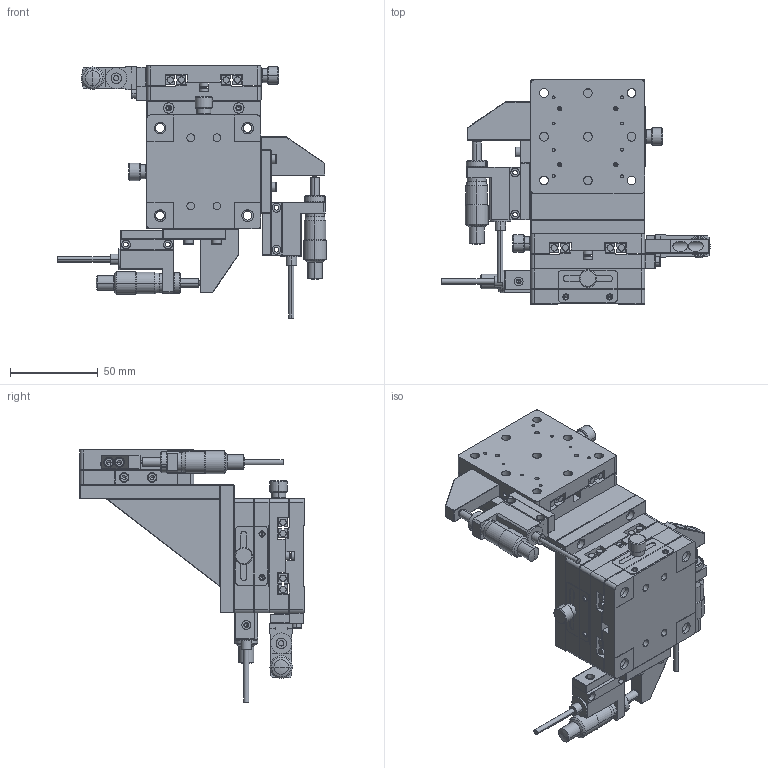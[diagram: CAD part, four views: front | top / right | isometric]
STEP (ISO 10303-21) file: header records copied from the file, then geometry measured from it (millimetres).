
FILE_DESCRIPTION (( 'STEP AP203' ), '1' );
FILE_NAME ('XYZ65P83.STEP', '2021-11-15T05:34:06', ( '' ), ( '' ), 'SwSTEP 2.0', 'SolidWorks 2016', '' );
FILE_SCHEMA (( 'CONFIG_CONTROL_DESIGN' ));
Length unit declared in the file: millimetre
Products named in the file (1): XYZ65P83
Bounding box: 153.5 x 128 x 144 mm (x, y, z)
Volume: 366563.7 mm3; surface area: 169154 mm2
Topology: 57 solids, 60 shells, 1879 faces, 4485 edges, 2769 vertices
Faces by surface type: plane 934, cylinder 723, cone 174, torus 36, sphere 12
Entity records: 54410 total; most frequent: DIRECTION 9871, CARTESIAN_POINT 9422, ORIENTED_EDGE 8784, EDGE_CURVE 4392, AXIS2_PLACEMENT_3D 3671, VERTEX_POINT 2760, LINE 2529, VECTOR 2529
